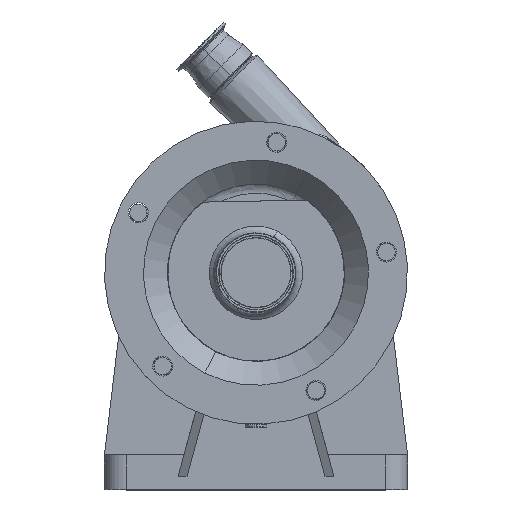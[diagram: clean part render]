
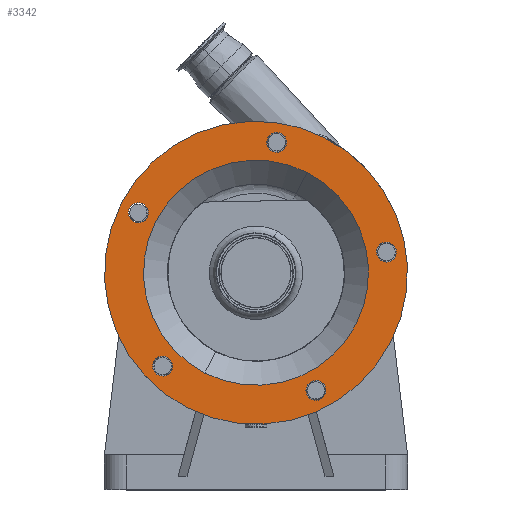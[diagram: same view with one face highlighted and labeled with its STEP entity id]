
A CAD part, top view. The second image highlights one B-rep face of the part: STEP entity #3342.
In plain terms, the highlighted planar face has unit normal (0, 0, 1).
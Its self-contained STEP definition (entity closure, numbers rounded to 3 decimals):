
#1563 = CARTESIAN_POINT ( 'NONE',  ( -102.613, -97.587, 299.5 ) ) ;
#1609 = CIRCLE ( 'NONE', #1662, 11.5 ) ;
#1650 = DIRECTION ( 'NONE',  ( 0.454, 0.891, 0. ) ) ;
#1651 = DIRECTION ( 'NONE',  ( 0., 0., 1. ) ) ;
#1660 = CARTESIAN_POINT ( 'NONE',  ( -107.834, -107.834, 299.5 ) ) ;
#1662 = AXIS2_PLACEMENT_3D ( 'NONE', #1660, #1651, #1650 ) ;
#1791 = CARTESIAN_POINT ( 'NONE',  ( -59.019, -115.831, 299.5 ) ) ;
#1795 = DIRECTION ( 'NONE',  ( 0.454, 0.891, 0. ) ) ;
#1796 = DIRECTION ( 'NONE',  ( 0., 0., 1. ) ) ;
#1797 = CARTESIAN_POINT ( 'NONE',  ( 0., 0., 299.5 ) ) ;
#1802 = AXIS2_PLACEMENT_3D ( 'NONE', #1797, #1796, #1795 ) ;
#1808 = CIRCLE ( 'NONE', #1802, 130. ) ;
#2471 = EDGE_CURVE ( 'NONE', #25005, #24832, #8672, .T. ) ;
#2483 = EDGE_CURVE ( 'NONE', #24836, #24792, #8654, .T. ) ;
#2495 = EDGE_CURVE ( 'NONE', #25008, #24858, #8711, .T. ) ;
#2511 = EDGE_CURVE ( 'NONE', #25016, #24996, #10901, .T. ) ;
#3057 = ORIENTED_EDGE ( 'NONE', *, *, #3362, .F. ) ;
#3326 = ORIENTED_EDGE ( 'NONE', *, *, #24886, .F. ) ;
#3333 = ORIENTED_EDGE ( 'NONE', *, *, #2511, .T. ) ;
#3334 = ORIENTED_EDGE ( 'NONE', *, *, #2483, .F. ) ;
#3335 = ORIENTED_EDGE ( 'NONE', *, *, #24462, .F. ) ;
#3336 = ORIENTED_EDGE ( 'NONE', *, *, #2495, .F. ) ;
#3337 = ORIENTED_EDGE ( 'NONE', *, *, #3608, .F. ) ;
#3338 = EDGE_LOOP ( 'NONE', ( #3339, #3353 ) ) ;
#3339 = ORIENTED_EDGE ( 'NONE', *, *, #3359, .F. ) ;
#3341 = ORIENTED_EDGE ( 'NONE', *, *, #25461, .F. ) ;
#3342 = ADVANCED_FACE ( 'NONE', ( #28848, #28840, #28893, #28833, #28895, #28894, #28891 ), #28847, .F. ) ;
#3343 = ORIENTED_EDGE ( 'NONE', *, *, #2471, .F. ) ;
#3345 = ORIENTED_EDGE ( 'NONE', *, *, #24934, .F. ) ;
#3346 = EDGE_LOOP ( 'NONE', ( #3343, #3326 ) ) ;
#3347 = ORIENTED_EDGE ( 'NONE', *, *, #24901, .T. ) ;
#3348 = EDGE_LOOP ( 'NONE', ( #3334, #3357 ) ) ;
#3350 = EDGE_LOOP ( 'NONE', ( #3336, #3345 ) ) ;
#3352 = EDGE_LOOP ( 'NONE', ( #3337, #3335 ) ) ;
#3353 = ORIENTED_EDGE ( 'NONE', *, *, #25098, .F. ) ;
#3355 = EDGE_LOOP ( 'NONE', ( #3347, #3333 ) ) ;
#3357 = ORIENTED_EDGE ( 'NONE', *, *, #24919, .F. ) ;
#3359 = EDGE_CURVE ( 'NONE', #25053, #24881, #28886, .T. ) ;
#3360 = EDGE_LOOP ( 'NONE', ( #3057, #3341 ) ) ;
#3362 = EDGE_CURVE ( 'NONE', #21124, #25165, #28889, .T. ) ;
#3608 = EDGE_CURVE ( 'NONE', #24487, #24460, #29882, .T. ) ;
#8630 = AXIS2_PLACEMENT_3D ( 'NONE', #8666, #8665, #8664 ) ;
#8654 = CIRCLE ( 'NONE', #8681, 11.5 ) ;
#8660 = CARTESIAN_POINT ( 'NONE',  ( 150.622, 23.856, 299.5 ) ) ;
#8664 = DIRECTION ( 'NONE',  ( 0.454, 0.891, 0. ) ) ;
#8665 = DIRECTION ( 'NONE',  ( 0., 0., 1. ) ) ;
#8666 = CARTESIAN_POINT ( 'NONE',  ( 23.856, 150.622, 299.5 ) ) ;
#8672 = CIRCLE ( 'NONE', #8630, 11.5 ) ;
#8681 = AXIS2_PLACEMENT_3D ( 'NONE', #8660, #8717, #8716 ) ;
#8687 = DIRECTION ( 'NONE',  ( 0.454, 0.891, 0. ) ) ;
#8697 = CARTESIAN_POINT ( 'NONE',  ( -135.878, 69.234, 299.5 ) ) ;
#8699 = DIRECTION ( 'NONE',  ( 0., 0., 1. ) ) ;
#8701 = AXIS2_PLACEMENT_3D ( 'NONE', #8697, #8699, #8687 ) ;
#8711 = CIRCLE ( 'NONE', #8701, 11.5 ) ;
#8716 = DIRECTION ( 'NONE',  ( 0.454, 0.891, 0. ) ) ;
#8717 = DIRECTION ( 'NONE',  ( 0., 0., 1. ) ) ;
#10901 = CIRCLE ( 'NONE', #10925, 175. ) ;
#10916 = DIRECTION ( 'NONE',  ( 0.454, 0.891, 0. ) ) ;
#10921 = DIRECTION ( 'NONE',  ( 0., 0., 1. ) ) ;
#10922 = CARTESIAN_POINT ( 'NONE',  ( 0., 0., 299.5 ) ) ;
#10925 = AXIS2_PLACEMENT_3D ( 'NONE', #10922, #10921, #10916 ) ;
#21124 = VERTEX_POINT ( 'NONE', #22765 ) ;
#22366 = CARTESIAN_POINT ( 'NONE',  ( 64.013, -146.125, 299.5 ) ) ;
#22765 = CARTESIAN_POINT ( 'NONE',  ( 59.019, 115.831, 299.5 ) ) ;
#22794 = CIRCLE ( 'NONE', #22837, 11.5 ) ;
#22831 = DIRECTION ( 'NONE',  ( 0.454, 0.891, 0. ) ) ;
#22832 = DIRECTION ( 'NONE',  ( 0., 0., 1. ) ) ;
#22837 = AXIS2_PLACEMENT_3D ( 'NONE', #22843, #22832, #22831 ) ;
#22843 = CARTESIAN_POINT ( 'NONE',  ( 69.234, -135.878, 299.5 ) ) ;
#22905 = CARTESIAN_POINT ( 'NONE',  ( 74.454, -125.632, 299.5 ) ) ;
#22943 = CARTESIAN_POINT ( 'NONE',  ( 155.843, 34.103, 299.5 ) ) ;
#22962 = CARTESIAN_POINT ( 'NONE',  ( 145.402, 13.61, 299.5 ) ) ;
#22976 = CARTESIAN_POINT ( 'NONE',  ( -141.099, 58.987, 299.5 ) ) ;
#22992 = CARTESIAN_POINT ( 'NONE',  ( -113.055, -118.08, 299.5 ) ) ;
#22996 = CIRCLE ( 'NONE', #23018, 11.5 ) ;
#22997 = CARTESIAN_POINT ( 'NONE',  ( 18.635, 140.376, 299.5 ) ) ;
#23016 = DIRECTION ( 'NONE',  ( 0.454, 0.891, 0. ) ) ;
#23017 = DIRECTION ( 'NONE',  ( 0., 0., 1. ) ) ;
#23018 = AXIS2_PLACEMENT_3D ( 'NONE', #23026, #23017, #23016 ) ;
#23026 = CARTESIAN_POINT ( 'NONE',  ( 23.856, 150.622, 299.5 ) ) ;
#23054 = CIRCLE ( 'NONE', #23100, 11.5 ) ;
#23056 = DIRECTION ( 'NONE',  ( 0.454, 0.891, 0. ) ) ;
#23057 = DIRECTION ( 'NONE',  ( 0., 0., 1. ) ) ;
#23058 = AXIS2_PLACEMENT_3D ( 'NONE', #23063, #23057, #23056 ) ;
#23061 = CIRCLE ( 'NONE', #23058, 175. ) ;
#23063 = CARTESIAN_POINT ( 'NONE',  ( 0., 0., 299.5 ) ) ;
#23072 = DIRECTION ( 'NONE',  ( 0., 0., 1. ) ) ;
#23073 = CARTESIAN_POINT ( 'NONE',  ( -135.878, 69.234, 299.5 ) ) ;
#23080 = AXIS2_PLACEMENT_3D ( 'NONE', #23073, #23072, #23127 ) ;
#23088 = DIRECTION ( 'NONE',  ( 0.454, 0.891, 0. ) ) ;
#23089 = DIRECTION ( 'NONE',  ( 0., 0., 1. ) ) ;
#23093 = CARTESIAN_POINT ( 'NONE',  ( 150.622, 23.856, 299.5 ) ) ;
#23095 = CIRCLE ( 'NONE', #23080, 11.5 ) ;
#23100 = AXIS2_PLACEMENT_3D ( 'NONE', #23093, #23089, #23088 ) ;
#23127 = DIRECTION ( 'NONE',  ( 0.454, 0.891, 0. ) ) ;
#23157 = CARTESIAN_POINT ( 'NONE',  ( 29.077, 160.869, 299.5 ) ) ;
#23160 = CARTESIAN_POINT ( 'NONE',  ( -79.448, -155.926, 299.5 ) ) ;
#23171 = CARTESIAN_POINT ( 'NONE',  ( -130.658, 79.48, 299.5 ) ) ;
#23178 = CARTESIAN_POINT ( 'NONE',  ( 79.448, 155.926, 299.5 ) ) ;
#24460 = VERTEX_POINT ( 'NONE', #22366 ) ;
#24462 = EDGE_CURVE ( 'NONE', #24460, #24487, #22794, .T. ) ;
#24487 = VERTEX_POINT ( 'NONE', #22905 ) ;
#24792 = VERTEX_POINT ( 'NONE', #22962 ) ;
#24832 = VERTEX_POINT ( 'NONE', #22997 ) ;
#24836 = VERTEX_POINT ( 'NONE', #22943 ) ;
#24858 = VERTEX_POINT ( 'NONE', #22976 ) ;
#24881 = VERTEX_POINT ( 'NONE', #22992 ) ;
#24886 = EDGE_CURVE ( 'NONE', #24832, #25005, #22996, .T. ) ;
#24901 = EDGE_CURVE ( 'NONE', #24996, #25016, #23061, .T. ) ;
#24919 = EDGE_CURVE ( 'NONE', #24792, #24836, #23054, .T. ) ;
#24934 = EDGE_CURVE ( 'NONE', #24858, #25008, #23095, .T. ) ;
#24996 = VERTEX_POINT ( 'NONE', #23178 ) ;
#25005 = VERTEX_POINT ( 'NONE', #23157 ) ;
#25008 = VERTEX_POINT ( 'NONE', #23171 ) ;
#25016 = VERTEX_POINT ( 'NONE', #23160 ) ;
#25053 = VERTEX_POINT ( 'NONE', #1563 ) ;
#25098 = EDGE_CURVE ( 'NONE', #24881, #25053, #1609, .T. ) ;
#25165 = VERTEX_POINT ( 'NONE', #1791 ) ;
#25461 = EDGE_CURVE ( 'NONE', #25165, #21124, #1808, .T. ) ;
#28833 = FACE_BOUND ( 'NONE', #3346, .T. ) ;
#28840 = FACE_BOUND ( 'NONE', #3352, .T. ) ;
#28846 = CARTESIAN_POINT ( 'NONE',  ( -155.926, 79.448, 299.5 ) ) ;
#28847 = PLANE ( 'NONE',  #28897 ) ;
#28848 = FACE_BOUND ( 'NONE', #3338, .T. ) ;
#28870 = DIRECTION ( 'NONE',  ( 0.454, 0.891, 0. ) ) ;
#28871 = DIRECTION ( 'NONE',  ( 0., 0., 1. ) ) ;
#28872 = AXIS2_PLACEMENT_3D ( 'NONE', #28890, #28871, #28870 ) ;
#28876 = CARTESIAN_POINT ( 'NONE',  ( 0., 0., 299.5 ) ) ;
#28877 = AXIS2_PLACEMENT_3D ( 'NONE', #28876, #28922, #28921 ) ;
#28886 = CIRCLE ( 'NONE', #28872, 11.5 ) ;
#28887 = DIRECTION ( 'NONE',  ( -0.454, -0.891, 0. ) ) ;
#28888 = DIRECTION ( 'NONE',  ( 0., 0., -1. ) ) ;
#28889 = CIRCLE ( 'NONE', #28877, 130. ) ;
#28890 = CARTESIAN_POINT ( 'NONE',  ( -107.834, -107.834, 299.5 ) ) ;
#28891 = FACE_BOUND ( 'NONE', #3360, .T. ) ;
#28893 = FACE_BOUND ( 'NONE', #3348, .T. ) ;
#28894 = FACE_OUTER_BOUND ( 'NONE', #3355, .T. ) ;
#28895 = FACE_BOUND ( 'NONE', #3350, .T. ) ;
#28897 = AXIS2_PLACEMENT_3D ( 'NONE', #28846, #28888, #28887 ) ;
#28921 = DIRECTION ( 'NONE',  ( 0.454, 0.891, 0. ) ) ;
#28922 = DIRECTION ( 'NONE',  ( 0., 0., 1. ) ) ;
#29874 = DIRECTION ( 'NONE',  ( 0.454, 0.891, 0. ) ) ;
#29875 = DIRECTION ( 'NONE',  ( 0., 0., 1. ) ) ;
#29876 = CARTESIAN_POINT ( 'NONE',  ( 69.234, -135.878, 299.5 ) ) ;
#29882 = CIRCLE ( 'NONE', #29883, 11.5 ) ;
#29883 = AXIS2_PLACEMENT_3D ( 'NONE', #29876, #29875, #29874 ) ;
